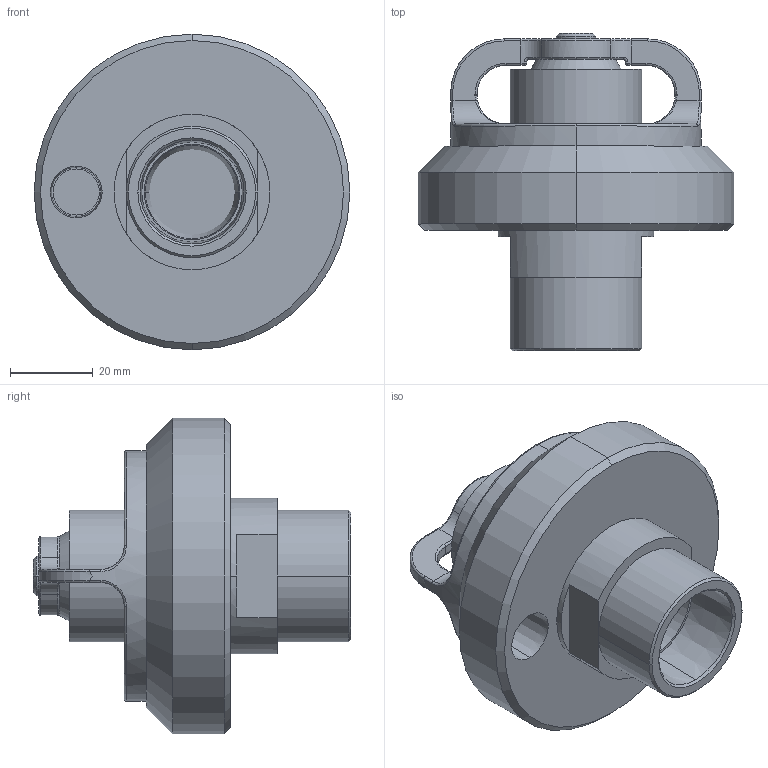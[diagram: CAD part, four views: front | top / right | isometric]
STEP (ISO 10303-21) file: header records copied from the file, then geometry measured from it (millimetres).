
FILE_DESCRIPTION (( 'STEP AP214' ), '1' );
FILE_NAME ('Victaulic-FP-Emitter Series 954 (PVDF)_.625.stp', '2020-05-01T12:45:09', ( '' ), ( '' ), 'SwSTEP 2.0', 'SolidWorks 2019', '' );
FILE_SCHEMA (( 'AUTOMOTIVE_DESIGN' ));
Length unit declared in the file: inch
Products named in the file (1): Victaulic-FP-Emitter Series 954 (PVDF)_.625
Bounding box: 76.2 x 76.71 x 76.2 mm (x, y, z)
Volume: 140209.5 mm3; surface area: 39648.9 mm2
Topology: 6 solids, 6 shells, 411 faces, 1019 edges, 616 vertices
Faces by surface type: cylinder 139, torus 119, plane 74, cone 63, bspline 12, sphere 4
Entity records: 19224 total; most frequent: CARTESIAN_POINT 3896, DIRECTION 2228, ORIENTED_EDGE 2022, EDGE_CURVE 1011, AXIS2_PLACEMENT_3D 978, VERTEX_POINT 616, CIRCLE 578, EDGE_LOOP 459
